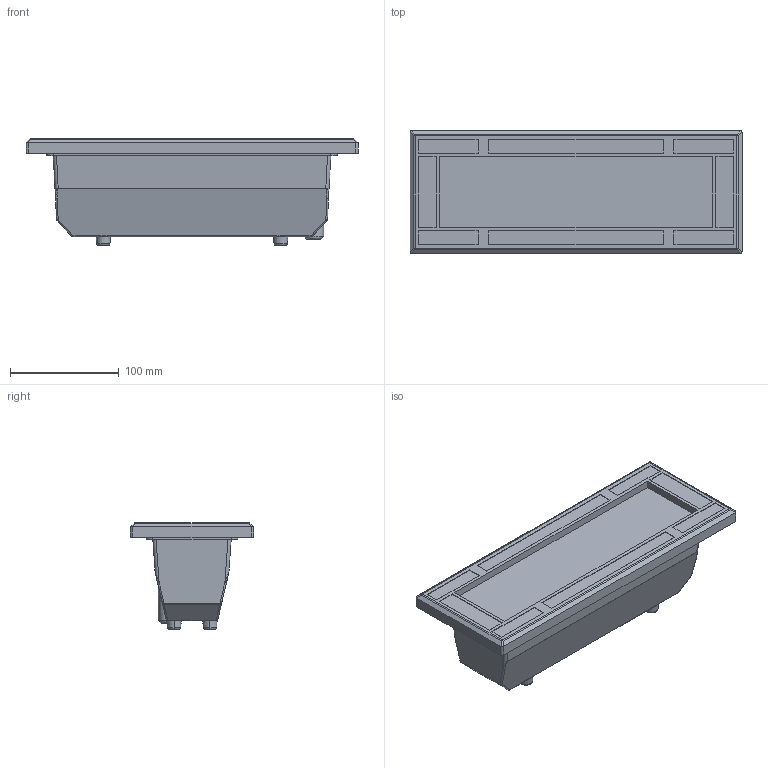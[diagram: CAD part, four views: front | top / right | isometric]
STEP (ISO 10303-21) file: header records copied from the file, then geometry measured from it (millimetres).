
FILE_DESCRIPTION (( 'STEP AP214' ), '1' );
FILE_NAME ('LNPP0-3114-1-060-K01 Ñâåòèëüíèê ÍÂÏ3114 áåëûé_ïðÿìîóãîëüíèê áåç ðåøåòêè 60Âò IP54 IEK.STEP', '2017-06-02T09:26:24', ( '' ), ( '' ), 'SwSTEP 2.0', 'SolidWorks 2014', '' );
FILE_SCHEMA (( 'AUTOMOTIVE_DESIGN' ));
Length unit declared in the file: millimetre
Products named in the file (1): LNPP0-3114-1-060-K01 Ñâåòèëüíèê ÍÂÏ3114 áåëûé_ïðÿìîóãîëüíèê áåç ðåøåòêè  60Âò IP54 IEK
Bounding box: 305 x 113 x 98 mm (x, y, z)
Volume: 1548745.6 mm3; surface area: 126198.7 mm2
Topology: 1 solids, 1 shells, 163 faces, 381 edges, 235 vertices
Faces by surface type: plane 77, cylinder 47, sphere 11, torus 10, bspline 10, cone 8
Entity records: 4954 total; most frequent: CARTESIAN_POINT 1243, DIRECTION 774, ORIENTED_EDGE 762, EDGE_CURVE 381, AXIS2_PLACEMENT_3D 276, VERTEX_POINT 235, LINE 222, VECTOR 222
